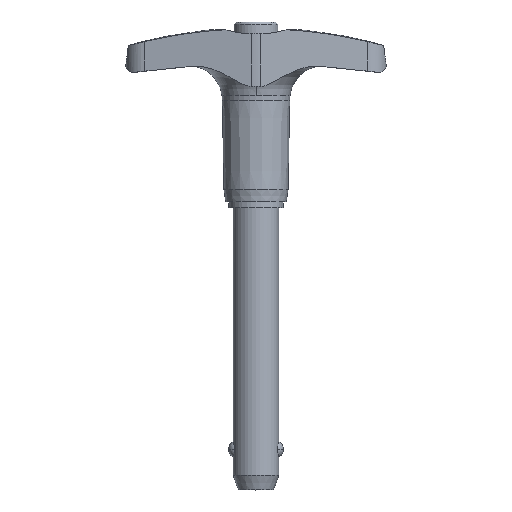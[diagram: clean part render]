
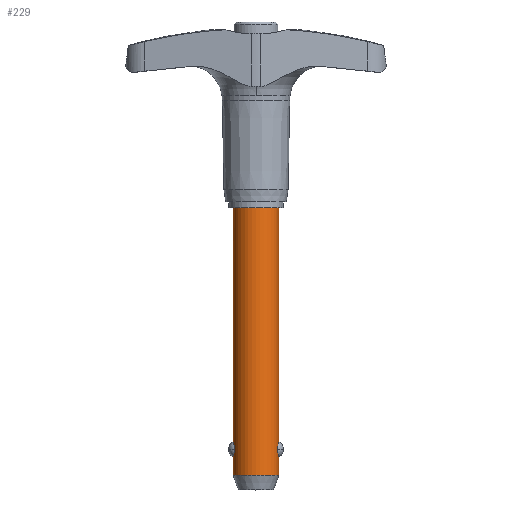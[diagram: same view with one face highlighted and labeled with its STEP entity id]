
A CAD part, top view. The second image highlights one B-rep face of the part: STEP entity #229.
In plain terms, the highlighted cylindrical face has radius 3.969 mm (diameter 7.938 mm), a partial arc.
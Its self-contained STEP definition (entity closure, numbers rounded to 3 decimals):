
#229=ADVANCED_FACE('',(#467),#468,.T.);
#467=FACE_OUTER_BOUND('',#706,.T.);
#468=CYLINDRICAL_SURFACE('',#707,3.969);
#706=EDGE_LOOP('',(#1363,#1364,#1365,#1366,#1367,#1368,#1369,#1370,#1371,#1372));
#707=AXIS2_PLACEMENT_3D('',#1373,#1374,#1375);
#1363=ORIENTED_EDGE('',*,*,#1717,.T.);
#1364=ORIENTED_EDGE('',*,*,#1545,.T.);
#1365=ORIENTED_EDGE('',*,*,#1580,.T.);
#1366=ORIENTED_EDGE('',*,*,#1720,.T.);
#1367=ORIENTED_EDGE('',*,*,#1623,.F.);
#1368=ORIENTED_EDGE('',*,*,#1719,.T.);
#1369=ORIENTED_EDGE('',*,*,#1569,.T.);
#1370=ORIENTED_EDGE('',*,*,#1577,.T.);
#1371=ORIENTED_EDGE('',*,*,#1718,.T.);
#1372=ORIENTED_EDGE('',*,*,#1583,.T.);
#1373=CARTESIAN_POINT('',(0.0,-24.511,0.0));
#1374=DIRECTION('',(-0.0,1.0,0.0));
#1375=DIRECTION('',(1.0,0.0,0.0));
#1545=EDGE_CURVE('',#1894,#1892,#1895,.T.);
#1569=EDGE_CURVE('',#1933,#1930,#1934,.T.);
#1577=EDGE_CURVE('',#1930,#1943,#1945,.T.);
#1580=EDGE_CURVE('',#1892,#1947,#1949,.T.);
#1583=EDGE_CURVE('',#1954,#1952,#1955,.T.);
#1623=EDGE_CURVE('',#2011,#2010,#2013,.T.);
#1717=EDGE_CURVE('',#1952,#1894,#2134,.T.);
#1718=EDGE_CURVE('',#1943,#1954,#2135,.T.);
#1719=EDGE_CURVE('',#2011,#1933,#2136,.T.);
#1720=EDGE_CURVE('',#1947,#2010,#2137,.T.);
#1892=VERTEX_POINT('',#2799);
#1894=VERTEX_POINT('',#2801);
#1895=B_SPLINE_CURVE_WITH_KNOTS('',3,(#2802,#2803,#2804,#2805,#2806,#2807,#2808,#2809,#2810,#2811,#2812,#2813,#2814,#2815),.UNSPECIFIED.,.F.,.F.,(4,2,2,2,2,2,4),(2.084,2.453,2.822,3.04,3.257,3.712,4.167),.UNSPECIFIED.);
#1930=VERTEX_POINT('',#3030);
#1933=VERTEX_POINT('',#3033);
#1934=B_SPLINE_CURVE_WITH_KNOTS('',3,(#3034,#3035,#3036,#3037,#3038,#3039,#3040,#3041,#3042,#3043,#3044,#3045,#3046,#3047),.UNSPECIFIED.,.F.,.F.,(4,2,2,2,2,2,4),(6.251,6.62,6.989,7.207,7.425,7.88,8.335),.UNSPECIFIED.);
#1943=VERTEX_POINT('',#3071);
#1945=B_SPLINE_CURVE_WITH_KNOTS('',3,(#3086,#3087,#3088,#3089,#3090,#3091,#3092,#3093,#3094,#3095,#3096,#3097,#3098,#3099),.UNSPECIFIED.,.F.,.F.,(4,2,2,2,2,2,4),(0.0,0.455,0.91,1.128,1.345,1.715,2.084),.UNSPECIFIED.);
#1947=VERTEX_POINT('',#3101);
#1949=B_SPLINE_CURVE_WITH_KNOTS('',3,(#3116,#3117,#3118,#3119,#3120,#3121,#3122,#3123,#3124,#3125,#3126,#3127,#3128,#3129),.UNSPECIFIED.,.F.,.F.,(4,2,2,2,2,2,4),(4.167,4.622,5.077,5.295,5.513,5.882,6.251),.UNSPECIFIED.);
#1952=VERTEX_POINT('',#3132);
#1954=VERTEX_POINT('',#3135);
#1955=CIRCLE('',#3136,3.969);
#2010=VERTEX_POINT('',#3339);
#2011=VERTEX_POINT('',#3340);
#2013=CIRCLE('',#3342,3.969);
#2134=LINE('',#3833,#3834);
#2135=LINE('',#3835,#3836);
#2136=LINE('',#3837,#3838);
#2137=LINE('',#3839,#3840);
#2799=CARTESIAN_POINT('',(3.7,-41.963,1.435));
#2801=CARTESIAN_POINT('',(3.969,-43.287,0.));
#2802=CARTESIAN_POINT('',(3.969,-43.287,0.0));
#2803=CARTESIAN_POINT('',(3.969,-43.287,0.123));
#2804=CARTESIAN_POINT('',(3.963,-43.272,0.257));
#2805=CARTESIAN_POINT('',(3.937,-43.208,0.514));
#2806=CARTESIAN_POINT('',(3.919,-43.158,0.638));
#2807=CARTESIAN_POINT('',(3.886,-43.066,0.807));
#2808=CARTESIAN_POINT('',(3.872,-43.023,0.873));
#2809=CARTESIAN_POINT('',(3.842,-42.927,0.996));
#2810=CARTESIAN_POINT('',(3.827,-42.874,1.053));
#2811=CARTESIAN_POINT('',(3.784,-42.711,1.201));
#2812=CARTESIAN_POINT('',(3.754,-42.574,1.289));
#2813=CARTESIAN_POINT('',(3.712,-42.276,1.406));
#2814=CARTESIAN_POINT('',(3.7,-42.115,1.435));
#2815=CARTESIAN_POINT('',(3.7,-41.963,1.435));
#3030=CARTESIAN_POINT('',(-3.7,-41.963,1.435));
#3033=CARTESIAN_POINT('',(-3.969,-40.64,0.));
#3034=CARTESIAN_POINT('',(-3.969,-40.64,0.));
#3035=CARTESIAN_POINT('',(-3.969,-40.64,0.123));
#3036=CARTESIAN_POINT('',(-3.963,-40.655,0.257));
#3037=CARTESIAN_POINT('',(-3.937,-40.719,0.514));
#3038=CARTESIAN_POINT('',(-3.919,-40.768,0.638));
#3039=CARTESIAN_POINT('',(-3.886,-40.861,0.807));
#3040=CARTESIAN_POINT('',(-3.872,-40.904,0.873));
#3041=CARTESIAN_POINT('',(-3.842,-41.,0.996));
#3042=CARTESIAN_POINT('',(-3.827,-41.053,1.053));
#3043=CARTESIAN_POINT('',(-3.784,-41.216,1.201));
#3044=CARTESIAN_POINT('',(-3.754,-41.352,1.289));
#3045=CARTESIAN_POINT('',(-3.712,-41.65,1.406));
#3046=CARTESIAN_POINT('',(-3.7,-41.812,1.435));
#3047=CARTESIAN_POINT('',(-3.7,-41.963,1.435));
#3071=CARTESIAN_POINT('',(-3.969,-43.287,0.));
#3086=CARTESIAN_POINT('',(-3.7,-41.963,1.435));
#3087=CARTESIAN_POINT('',(-3.7,-42.115,1.435));
#3088=CARTESIAN_POINT('',(-3.712,-42.276,1.406));
#3089=CARTESIAN_POINT('',(-3.754,-42.574,1.289));
#3090=CARTESIAN_POINT('',(-3.784,-42.711,1.201));
#3091=CARTESIAN_POINT('',(-3.827,-42.874,1.053));
#3092=CARTESIAN_POINT('',(-3.842,-42.927,0.996));
#3093=CARTESIAN_POINT('',(-3.872,-43.023,0.873));
#3094=CARTESIAN_POINT('',(-3.886,-43.066,0.807));
#3095=CARTESIAN_POINT('',(-3.919,-43.158,0.638));
#3096=CARTESIAN_POINT('',(-3.937,-43.208,0.514));
#3097=CARTESIAN_POINT('',(-3.963,-43.272,0.257));
#3098=CARTESIAN_POINT('',(-3.969,-43.287,0.123));
#3099=CARTESIAN_POINT('',(-3.969,-43.287,0.));
#3101=CARTESIAN_POINT('',(3.969,-40.64,0.));
#3116=CARTESIAN_POINT('',(3.7,-41.963,1.435));
#3117=CARTESIAN_POINT('',(3.7,-41.812,1.435));
#3118=CARTESIAN_POINT('',(3.712,-41.65,1.406));
#3119=CARTESIAN_POINT('',(3.754,-41.352,1.289));
#3120=CARTESIAN_POINT('',(3.784,-41.216,1.201));
#3121=CARTESIAN_POINT('',(3.827,-41.053,1.053));
#3122=CARTESIAN_POINT('',(3.842,-41.,0.996));
#3123=CARTESIAN_POINT('',(3.872,-40.904,0.873));
#3124=CARTESIAN_POINT('',(3.886,-40.861,0.807));
#3125=CARTESIAN_POINT('',(3.919,-40.768,0.638));
#3126=CARTESIAN_POINT('',(3.937,-40.719,0.514));
#3127=CARTESIAN_POINT('',(3.963,-40.655,0.257));
#3128=CARTESIAN_POINT('',(3.969,-40.64,0.123));
#3129=CARTESIAN_POINT('',(3.969,-40.64,0.));
#3132=CARTESIAN_POINT('',(3.969,-46.507,0.0));
#3135=CARTESIAN_POINT('',(-3.969,-46.507,0.));
#3136=AXIS2_PLACEMENT_3D('',#3969,#3970,#3971);
#3339=CARTESIAN_POINT('',(3.969,0.0,0.0));
#3340=CARTESIAN_POINT('',(-3.969,0.0,0.));
#3342=AXIS2_PLACEMENT_3D('',#4016,#4017,#4018);
#3833=CARTESIAN_POINT('',(3.969,-24.511,0.));
#3834=VECTOR('',#4109,1.0);
#3835=CARTESIAN_POINT('',(-3.969,-24.511,0.));
#3836=VECTOR('',#4110,1.0);
#3837=CARTESIAN_POINT('',(-3.969,-24.511,0.));
#3838=VECTOR('',#4111,1.0);
#3839=CARTESIAN_POINT('',(3.969,-24.511,0.));
#3840=VECTOR('',#4112,1.0);
#3969=CARTESIAN_POINT('',(0.0,-46.507,0.0));
#3970=DIRECTION('',(0.,1.0,0.0));
#3971=DIRECTION('',(1.0,0.,0.0));
#4016=CARTESIAN_POINT('',(0.0,0.0,0.0));
#4017=DIRECTION('',(-0.0,1.0,0.0));
#4018=DIRECTION('',(1.0,0.0,0.0));
#4109=DIRECTION('',(0.0,1.0,0.0));
#4110=DIRECTION('',(-0.0,-1.0,-0.0));
#4111=DIRECTION('',(-0.0,-1.0,-0.0));
#4112=DIRECTION('',(0.0,1.0,0.0));
